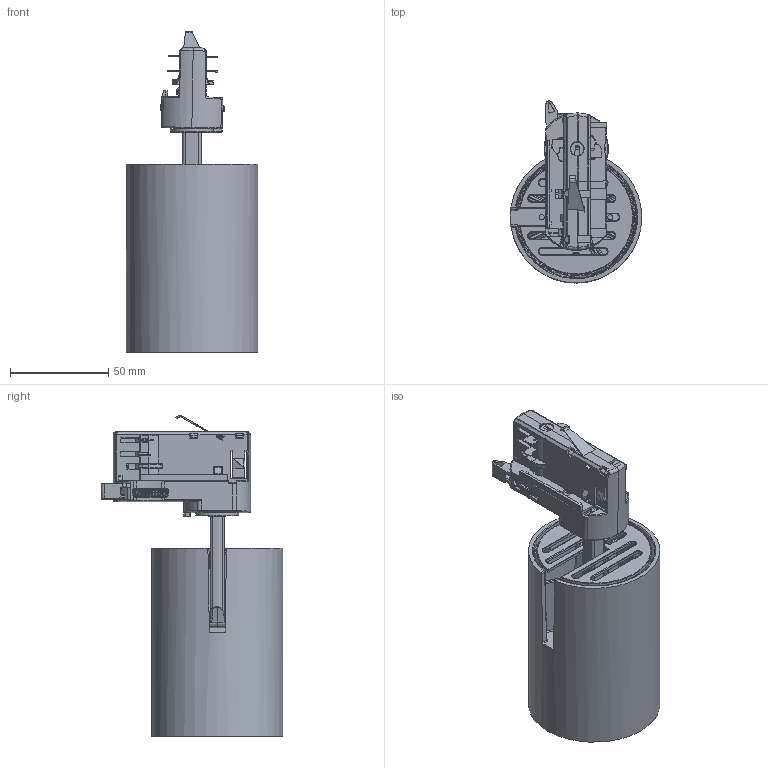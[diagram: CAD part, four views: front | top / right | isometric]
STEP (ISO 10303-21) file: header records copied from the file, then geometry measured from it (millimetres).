
FILE_DESCRIPTION(/* description */ ('This is a sample STEP configuration'),/* implementation_level */ '2;1');
FILE_NAME(/* name */ '599-101xxxxxxxxx SIMPLE.ipt_Rev_00.2.stp',/* time_stamp */ '2023-04-27T15:06:35+02:00',/* author */ ('powerJobs'),/* organization */ ('coolOrange'),/* preprocessor_version */ 'ST-DEVELOPER v19.2',/* originating_system */ 'Autodesk Inventor 2023',/* authorisation */ '');
FILE_SCHEMA (('AUTOMOTIVE_DESIGN { 1 0 10303 214 3 1 1 }'));
Length unit declared in the file: millimetre
Products named in the file (1): ENG000026434
Bounding box: 67 x 92.71 x 163.51 mm (x, y, z)
Volume: 110429.5 mm3; surface area: 114097.5 mm2
Topology: 6 solids, 6 shells, 4883 faces, 13682 edges, 8649 vertices
Faces by surface type: plane 2050, bspline 1453, cylinder 930, torus 189, sphere 153, cone 108
Full cylindrical faces by diameter (mm): 1.25 x2, 1.5 x1, 2 x3, 2.7 x7, 3 x1, 3.2 x1, 3.242 x2, 5.3 x1, 5.5 x1, 13.2 x1, 14.514 x1, 15.6 x1, 23.2 x1, 24 x1, 64 x1, 65 x1, 65.7 x1, 67 x1
Entity records: 225002 total; most frequent: CARTESIAN_POINT 109095, ORIENTED_EDGE 27302, DIRECTION 20032, EDGE_CURVE 13651, VERTEX_POINT 8647, AXIS2_PLACEMENT_3D 6871, LINE 6290, VECTOR 6290
